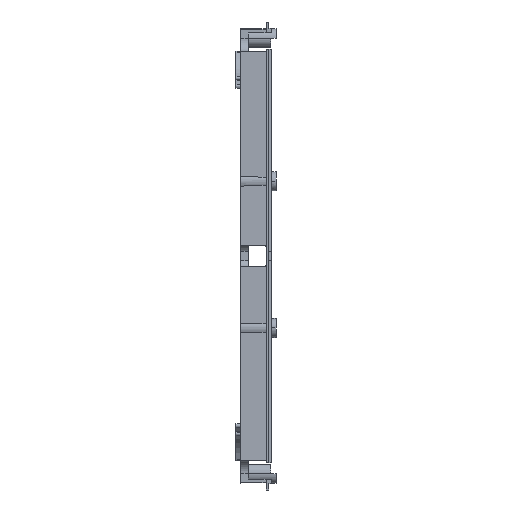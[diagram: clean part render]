
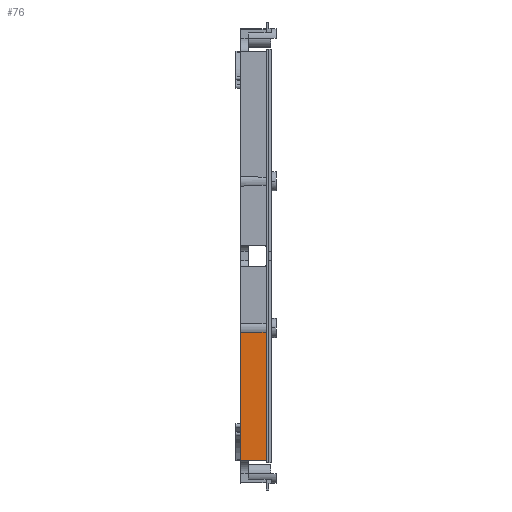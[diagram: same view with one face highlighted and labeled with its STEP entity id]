
A CAD part, left-side view. The second image highlights one B-rep face of the part: STEP entity #76.
In plain terms, the highlighted planar face has unit normal (-1, 0.018, 0).
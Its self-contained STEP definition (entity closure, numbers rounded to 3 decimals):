
#76=ADVANCED_FACE('',(#640),#10261,.T.);
#640=FACE_OUTER_BOUND('',#1206,.T.);
#1206=EDGE_LOOP('',(#2139,#2140,#2141,#2142));
#2139=ORIENTED_EDGE('',*,*,#5304,.T.);
#2140=ORIENTED_EDGE('',*,*,#5315,.F.);
#2141=ORIENTED_EDGE('',*,*,#5316,.F.);
#2142=ORIENTED_EDGE('',*,*,#5317,.T.);
#5304=EDGE_CURVE('',#9259,#9260,#8028,.T.);
#5315=EDGE_CURVE('',#9268,#9260,#8039,.T.);
#5316=EDGE_CURVE('',#9269,#9268,#8040,.T.);
#5317=EDGE_CURVE('',#9269,#9259,#8041,.T.);
#8028=B_SPLINE_CURVE_WITH_KNOTS('',1,(#17622,#17623),.UNSPECIFIED.,.F.,
 .F.,(2,2),(0.,48.973),.UNSPECIFIED.);
#8039=B_SPLINE_CURVE_WITH_KNOTS('',3,(#17656,#17657,#17658,#17659),
 .UNSPECIFIED.,.F.,.F.,(4,4),(0.,9.757),.UNSPECIFIED.);
#8040=B_SPLINE_CURVE_WITH_KNOTS('',1,(#17660,#17661),.UNSPECIFIED.,.F.,
 .F.,(2,2),(-48.643,0.),.UNSPECIFIED.);
#8041=B_SPLINE_CURVE_WITH_KNOTS('',1,(#17662,#17663),.UNSPECIFIED.,.F.,
 .F.,(2,2),(-9.751,0.),.UNSPECIFIED.);
#9259=VERTEX_POINT('',#16203);
#9260=VERTEX_POINT('',#16204);
#9268=VERTEX_POINT('',#16212);
#9269=VERTEX_POINT('',#16213);
#10261=PLANE('',#10804);
#10804=AXIS2_PLACEMENT_3D('',#13388,#11789,$);
#11789=DIRECTION('',(-1.,0.017,0.));
#13388=CARTESIAN_POINT('',(-126.594,2.891,6.725));
#16203=CARTESIAN_POINT('',(-126.57,4.25,12.));
#16204=CARTESIAN_POINT('',(-126.57,4.25,60.973));
#16212=CARTESIAN_POINT('',(-126.4,14.,60.643));
#16213=CARTESIAN_POINT('',(-126.4,14.,12.));
#17622=CARTESIAN_POINT('',(-126.57,4.25,12.));
#17623=CARTESIAN_POINT('',(-126.57,4.25,60.973));
#17656=CARTESIAN_POINT('',(-126.4,14.,60.643));
#17657=CARTESIAN_POINT('',(-126.457,10.75,60.74));
#17658=CARTESIAN_POINT('',(-126.513,7.499,60.848));
#17659=CARTESIAN_POINT('',(-126.57,4.25,60.973));
#17660=CARTESIAN_POINT('',(-126.4,14.,12.));
#17661=CARTESIAN_POINT('',(-126.4,14.,60.643));
#17662=CARTESIAN_POINT('',(-126.4,14.,12.));
#17663=CARTESIAN_POINT('',(-126.57,4.25,12.));
